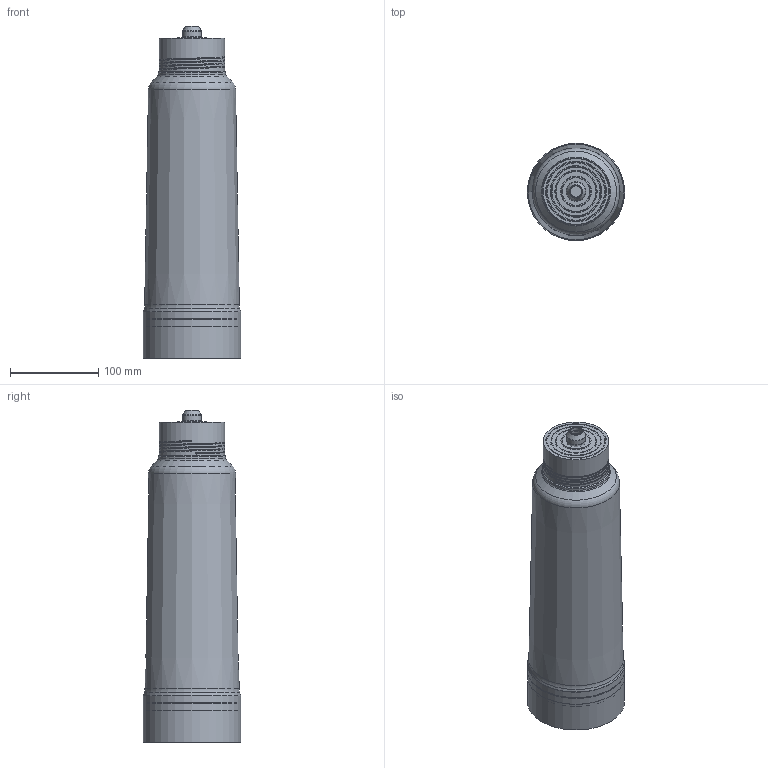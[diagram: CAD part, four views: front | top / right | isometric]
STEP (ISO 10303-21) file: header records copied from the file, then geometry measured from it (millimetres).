
FILE_DESCRIPTION(/* description */ ('Unknown'),/* implementation_level */ '2;1');
FILE_NAME(/* name */ '40430001',/* time_stamp */ '2022-08-30T14:29:17+02:00',/* author */ ('Unknown'),/* organization */ ('GROHE AG'),/* preprocessor_version */ 'ST-DEVELOPER v16.7',/* originating_system */ 'DEX',/* authorisation */ $);
FILE_SCHEMA (('AUTOMOTIVE_DESIGN {1 0 10303 214 3 1 1}'));
Products named in the file (5): 40430001; msch146C4AD2bydf; msch146C4AD2bydf_0; msch146C4AD2bydf_1
Assembly tree (4 placements, depth 2):
  40430001
    40430001
    msch146C4AD2bydf
    msch146C4AD2bydf_0
    msch146C4AD2bydf_1
Bounding box: 110 x 110 x 375.5 mm (x, y, z)
Volume: 1383906.1 mm3; surface area: 324045.3 mm2
Topology: 5 solids, 5 shells, 1486 faces, 3643 edges, 2112 vertices
Faces by surface type: bspline 561, cylinder 402, torus 241, plane 180, cone 55, sphere 47
Full cylindrical faces by diameter (mm): 12.8 x1, 16.6 x2, 18 x1, 18.01 x1, 21.4 x1, 22.7 x2, 45.4 x1, 46.6 x1, 51.944 x1, 55.4 x1, 55.41 x1, 57.4 x2, 57.402 x2, 69.6 x3, 74.5 x1, 76.8 x1, 94 x1, 109.902 x1, 110 x2
Entity records: 71174 total; most frequent: CARTESIAN_POINT 35758, ORIENTED_EDGE 6752, DIRECTION 4692, EDGE_CURVE 3376, AXIS2_PLACEMENT_3D 2137, VERTEX_POINT 2039, EDGE_LOOP 1641, FACE_BOUND 1641
